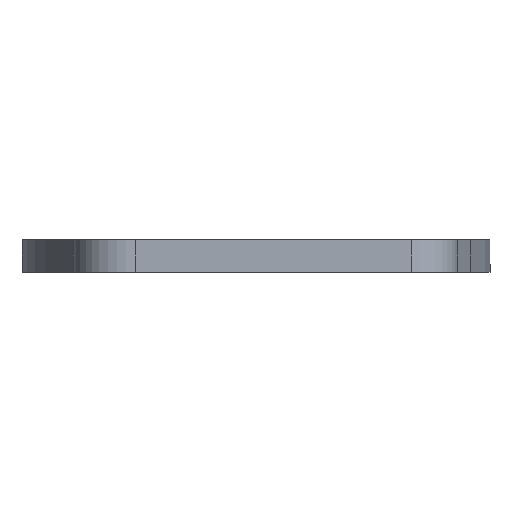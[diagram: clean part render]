
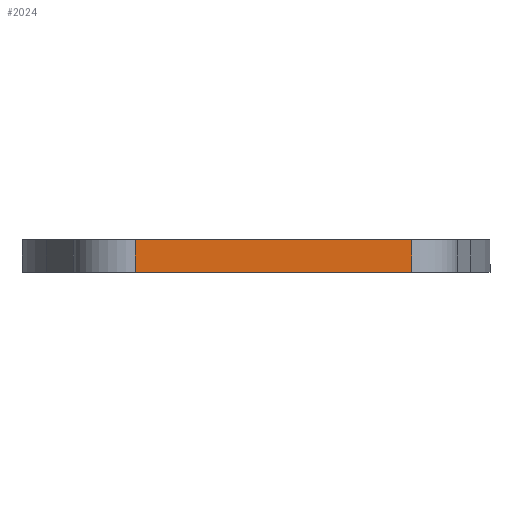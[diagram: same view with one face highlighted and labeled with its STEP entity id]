
A CAD part, left-side view. The second image highlights one B-rep face of the part: STEP entity #2024.
In plain terms, the highlighted planar face has unit normal (-1, 0, 0).
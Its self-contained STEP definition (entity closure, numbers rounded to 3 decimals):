
#85=PLANE('',#2158);
#215=FACE_OUTER_BOUND('',#323,.T.);
#323=EDGE_LOOP('',(#1764,#1765,#1766,#1767));
#535=LINE('',#4301,#751);
#536=LINE('',#4304,#752);
#537=LINE('',#4306,#753);
#538=LINE('',#4307,#754);
#751=VECTOR('',#2602,10.);
#752=VECTOR('',#2605,10.);
#753=VECTOR('',#2606,10.);
#754=VECTOR('',#2607,10.);
#1006=VERTEX_POINT('',#4297);
#1007=VERTEX_POINT('',#4299);
#1008=VERTEX_POINT('',#4303);
#1009=VERTEX_POINT('',#4305);
#1287=EDGE_CURVE('',#1006,#1007,#535,.T.);
#1288=EDGE_CURVE('',#1006,#1008,#536,.T.);
#1289=EDGE_CURVE('',#1009,#1007,#537,.T.);
#1290=EDGE_CURVE('',#1008,#1009,#538,.T.);
#1764=ORIENTED_EDGE('',*,*,#1288,.F.);
#1765=ORIENTED_EDGE('',*,*,#1287,.T.);
#1766=ORIENTED_EDGE('',*,*,#1289,.F.);
#1767=ORIENTED_EDGE('',*,*,#1290,.F.);
#2024=ADVANCED_FACE('',(#215),#85,.T.);
#2158=AXIS2_PLACEMENT_3D('',#4302,#2603,#2604);
#2602=DIRECTION('',(0.,0.,-1.));
#2603=DIRECTION('center_axis',(-1.,0.,
0.));
#2604=DIRECTION('ref_axis',(0.,1.,0.));
#2605=DIRECTION('',(0.,-1.,0.));
#2606=DIRECTION('',(0.,1.,0.));
#2607=DIRECTION('',(0.,0.,-1.));
#4297=CARTESIAN_POINT('',(10.055,-55.394,0.));
#4299=CARTESIAN_POINT('',(10.055,-55.394,-8.6));
#4301=CARTESIAN_POINT('',(10.055,-55.394,0.));
#4302=CARTESIAN_POINT('Origin',(10.056,-129.369,0.));
#4303=CARTESIAN_POINT('',(10.056,-129.369,0.));
#4304=CARTESIAN_POINT('',(10.055,-55.394,0.));
#4305=CARTESIAN_POINT('',(10.056,-129.369,-8.6));
#4306=CARTESIAN_POINT('',(10.055,-55.394,-8.6));
#4307=CARTESIAN_POINT('',(10.056,-129.369,0.));
